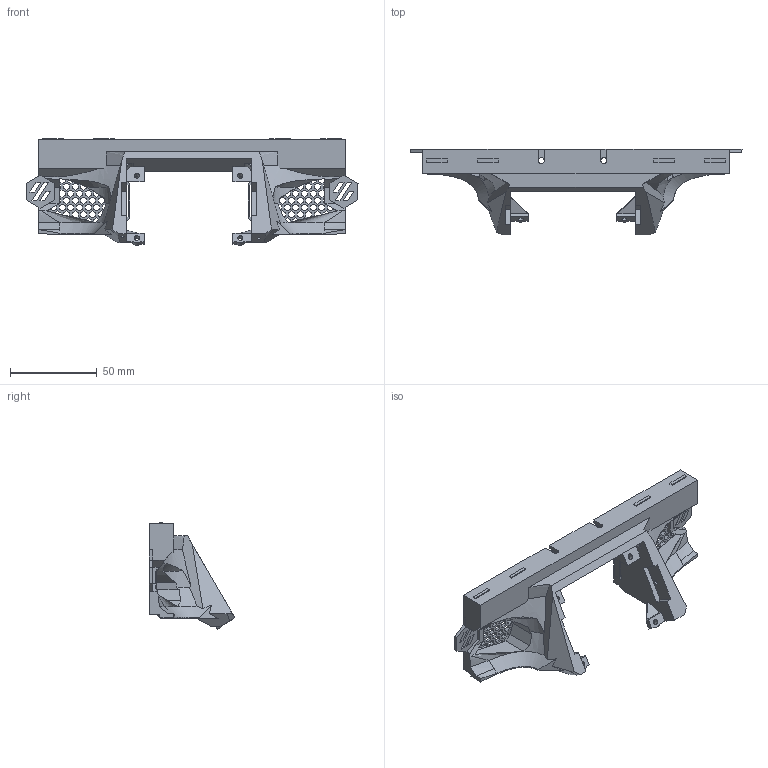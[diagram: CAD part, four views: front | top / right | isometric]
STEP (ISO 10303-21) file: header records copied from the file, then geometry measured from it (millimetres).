
FILE_DESCRIPTION(/* description */ (''),/* implementation_level */ '2;1');
FILE_NAME(/* name */ 'waveshre_screen_plate.step',/* time_stamp */ '2023-12-04T12:25:41-08:00',/* author */ (''),/* organization */ (''),/* preprocessor_version */ 'ST-DEVELOPER v20',/* originating_system */ 'Autodesk Translation Framework v12.14.0.127',/* authorisation */ '');
FILE_SCHEMA (('AUTOMOTIVE_DESIGN { 1 0 10303 214 3 1 1 }'));
Length unit declared in the file: millimetre
Products named in the file (1): waveshre_screen_plate
Bounding box: 190.96 x 49.29 x 61.42 mm (x, y, z)
Volume: 106142.4 mm3; surface area: 32343.9 mm2
Topology: 1 solids, 1 shells, 601 faces, 1855 edges, 1226 vertices
Faces by surface type: plane 532, bspline 47, cylinder 22
Full cylindrical faces by diameter (mm): 1.9 x2, 2.2 x2, 3 x4, 3.5 x2
Entity records: 25037 total; most frequent: CARTESIAN_POINT 8596, ORIENTED_EDGE 3708, DIRECTION 2846, EDGE_CURVE 1854, LINE 1624, VECTOR 1624, VERTEX_POINT 1226, EDGE_LOOP 736
